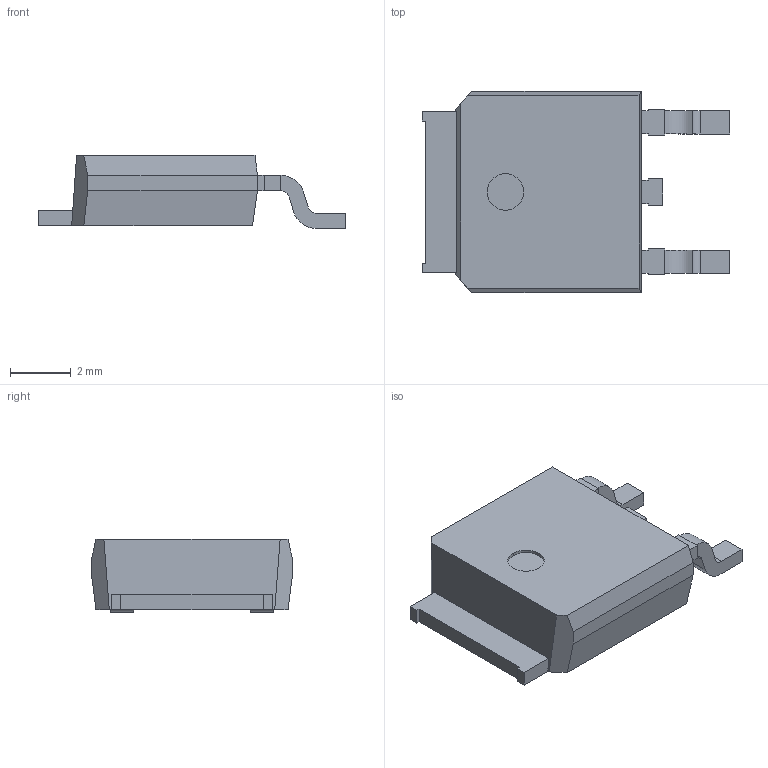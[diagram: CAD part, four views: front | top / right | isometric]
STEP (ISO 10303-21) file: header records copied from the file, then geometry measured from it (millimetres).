
FILE_DESCRIPTION (( 'STEP AP214' ), '1' );
FILE_NAME ('TO-252-2_L6.6-W6.1-P4.57-LS10.STEP', '2022-01-02T12:15:00', ( '' ), ( '' ), 'SwSTEP 2.0', 'SolidWorks 2018', '' );
FILE_SCHEMA (( 'AUTOMOTIVE_DESIGN' ));
Length unit declared in the file: millimetre
Products named in the file (1): TO-252-2_L6.6-W6.1-P4.57-LS10
Bounding box: 10.1 x 6.6 x 2.4 mm (x, y, z)
Volume: 94.6 mm3; surface area: 165 mm2
Topology: 1 solids, 1 shells, 160 faces, 427 edges, 278 vertices
Faces by surface type: plane 129, bspline 16, cylinder 15
Entity records: 6981 total; most frequent: CARTESIAN_POINT 1922, ORIENTED_EDGE 854, DIRECTION 715, EDGE_CURVE 427, VECTOR 365, LINE 365, VERTEX_POINT 278, AXIS2_PLACEMENT_3D 175
